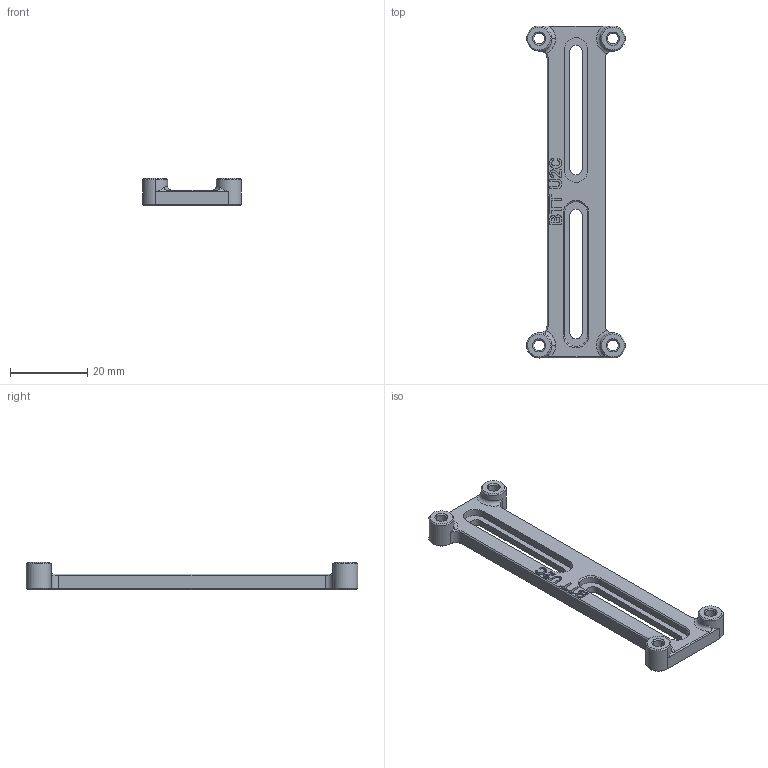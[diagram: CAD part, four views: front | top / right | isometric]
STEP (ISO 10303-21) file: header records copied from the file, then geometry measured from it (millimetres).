
FILE_DESCRIPTION(('HOOPS Exchange Step'),'2;1');
FILE_NAME('temp_export','2025-08-06T22:45:43+08:00',('hafiz'),('Shapr3D Limited'),'HOOPS Exchange 2025.5','Shapr3D','Authorized');
FILE_SCHEMA( ('AP242_MANAGED_MODEL_BASED_3D_ENGINEERING_MIM_LF {1 0 10303 442 1 1 4}') );
Length unit declared in the file: millimetre
Products named in the file (2): FT EMS U2C mount v2.step; root
Assembly tree (1 placements, depth 2):
  root
    FT EMS U2C mount v2.step
Bounding box: 25.6 x 85.91 x 7 mm (x, y, z)
Volume: 4543.5 mm3; surface area: 4311.6 mm2
Topology: 1 solids, 1 shells, 194 faces, 517 edges, 335 vertices
Faces by surface type: plane 87, bspline 49, cone 30, cylinder 22, torus 6
Full cylindrical faces by diameter (mm): 2.8 x4, 6.5 x2
Entity records: 6891 total; most frequent: CARTESIAN_POINT 2279, ORIENTED_EDGE 1034, DIRECTION 797, EDGE_CURVE 517, VERTEX_POINT 335, VECTOR 285, LINE 285, AXIS2_PLACEMENT_3D 256
